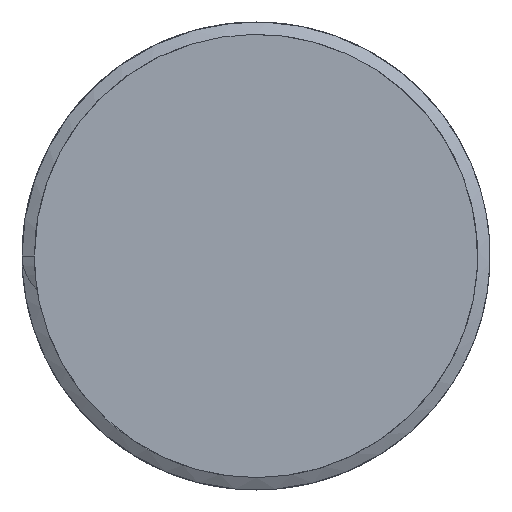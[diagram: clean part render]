
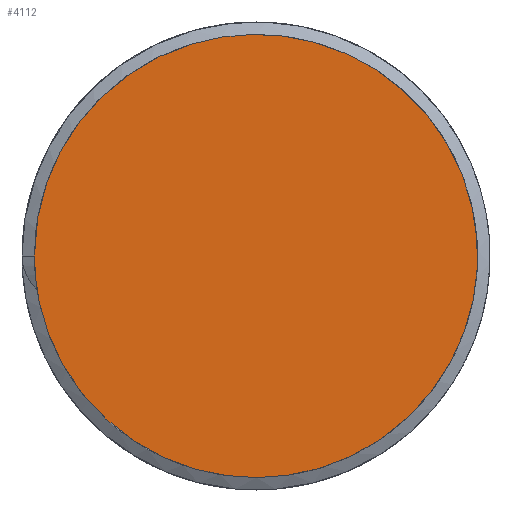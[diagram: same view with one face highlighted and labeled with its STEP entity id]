
A CAD part, left-side view. The second image highlights one B-rep face of the part: STEP entity #4112.
In plain terms, the highlighted free-form (B-spline) face has degree [1, 1] with [2, 2] control points.
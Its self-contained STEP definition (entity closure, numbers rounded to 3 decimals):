
#4077=CARTESIAN_POINT('',(0.,13.9,0.));
#4078=VERTEX_POINT('',#4077);
#4089=CARTESIAN_POINT('',(0.,13.9,0.));
#4090=CARTESIAN_POINT('',(0.,13.9,13.9));
#4091=CARTESIAN_POINT('',(0.,0.,13.9));
#4092=CARTESIAN_POINT('',(0.,-13.9,13.9));
#4093=CARTESIAN_POINT('',(0.,-13.9,0.));
#4094=CARTESIAN_POINT('',(0.,-13.9,-13.9));
#4095=CARTESIAN_POINT('',(0.,0.,-13.9));
#4096=CARTESIAN_POINT('',(0.,13.9,-13.9));
#4097=CARTESIAN_POINT('',(0.,13.9,0.));
#4098=(BOUNDED_CURVE()B_SPLINE_CURVE(2,(#4089,#4090,#4091,#4092,#4093,#4094,#4095,#4096,#4097),.CIRCULAR_ARC.,.T.,.U.)B_SPLINE_CURVE_WITH_KNOTS((3,2,2,2,3),(0.,0.25,0.5,0.75,1.),.UNSPECIFIED.)CURVE()GEOMETRIC_REPRESENTATION_ITEM()RATIONAL_B_SPLINE_CURVE((1.,0.707,1.,0.707,1.,0.707,1.,0.707,1.))REPRESENTATION_ITEM(''));
#4099=EDGE_CURVE('',#4078,#4078,#4098,.T.);
#4104=CARTESIAN_POINT('',(0.,-41.7,41.7));
#4105=CARTESIAN_POINT('',(0.,-41.7,-41.7));
#4106=CARTESIAN_POINT('',(0.,41.7,41.7));
#4107=CARTESIAN_POINT('',(0.,41.7,-41.7));
#4108=B_SPLINE_SURFACE_WITH_KNOTS('',1,1,((#4104,#4105),(#4106,#4107)),.PLANE_SURF.,.F.,.F.,.U.,(2,2),(2,2),(-1.,2.),(-1.,2.),.UNSPECIFIED.);
#4109=ORIENTED_EDGE('',*,*,#4099,.F.);
#4110=EDGE_LOOP('',(#4109));
#4111=FACE_OUTER_BOUND('',#4110,.T.);
#4112=ADVANCED_FACE('',(#4111),#4108,.T.);
